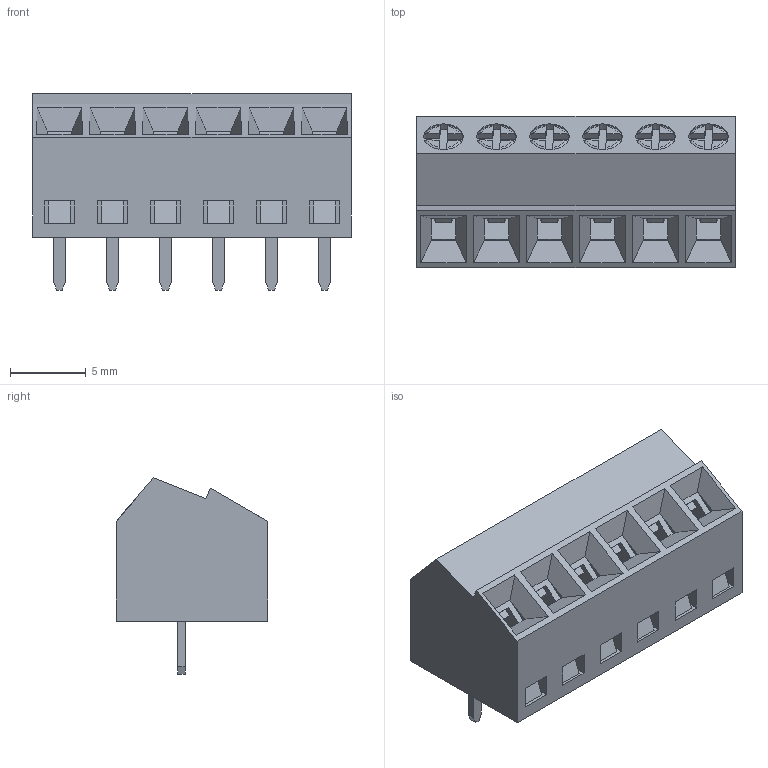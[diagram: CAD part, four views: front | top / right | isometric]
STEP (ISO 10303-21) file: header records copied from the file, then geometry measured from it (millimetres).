
FILE_DESCRIPTION(/* description */ ('Unknown'),/* implementation_level */ '2;1');
FILE_NAME(/* name */ '6912211200xx',/* time_stamp */ '2020-07-06T11:30:55+02:00',/* author */ ('Unknown'),/* organization */ ('Unknown'),/* preprocessor_version */ 'ST-DEVELOPER v16.7',/* originating_system */ 'DEX',/* authorisation */ $);
FILE_SCHEMA (('AUTOMOTIVE_DESIGN {1 0 10303 214 3 1 1}'));
Length unit declared in the file: millimetre
Products named in the file (6): 6912211200xx; 691221120006; 691221120006_BACK; 6912211200xx_MASS; 6912211200xx_VIS; 6912211200xx_PIN
Assembly tree (20 placements, depth 2):
  6912211200xx
    691221120006
    691221120006_BACK
    6912211200xx_MASS  x6
    6912211200xx_VIS  x6
    6912211200xx_PIN  x6
Bounding box: 21 x 10 x 12.97 mm (x, y, z)
Volume: 1142.5 mm3; surface area: 3972.3 mm2
Topology: 20 solids, 20 shells, 657 faces, 1749 edges, 1152 vertices
Faces by surface type: plane 561, cylinder 66, torus 30
Full cylindrical faces by diameter (mm): 1.7 x12, 2 x6, 2.6 x12
Entity records: 12760 total; most frequent: CARTESIAN_POINT 2243, ORIENTED_EDGE 2152, DIRECTION 1999, EDGE_CURVE 1076, LINE 973, VECTOR 973, VERTEX_POINT 725, AXIS2_PLACEMENT_3D 513
